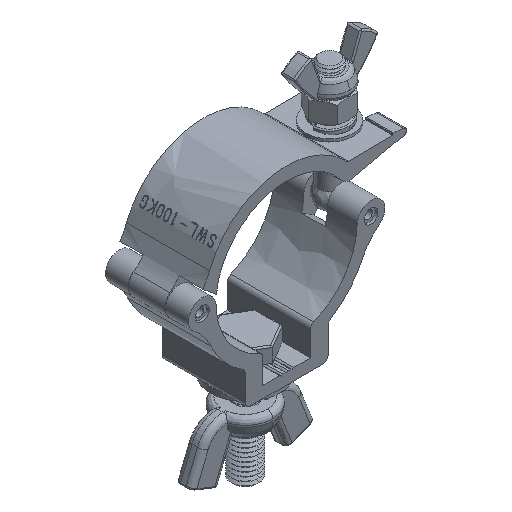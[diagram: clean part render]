
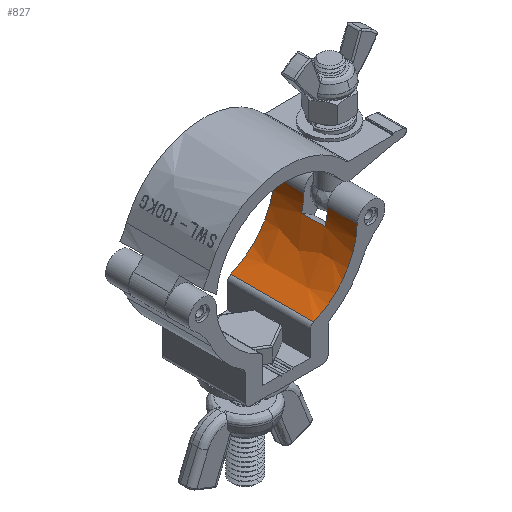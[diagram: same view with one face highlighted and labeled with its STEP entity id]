
A CAD part, isometric view. The second image highlights one B-rep face of the part: STEP entity #827.
In plain terms, the highlighted free-form (B-spline) face has degree [1, 2] with [2, 9] control points.
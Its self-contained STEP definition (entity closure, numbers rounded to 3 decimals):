
#827=ADVANCED_FACE('',(#1474),#9854,.T.);
#1474=FACE_OUTER_BOUND('',#2156,.T.);
#2156=EDGE_LOOP('',(#5089,#5090,#5091,#5092,#5093,#5094,#5095,#5096));
#5089=ORIENTED_EDGE('',*,*,#6705,.F.);
#5090=ORIENTED_EDGE('',*,*,#6700,.F.);
#5091=ORIENTED_EDGE('',*,*,#6628,.F.);
#5092=ORIENTED_EDGE('',*,*,#6701,.T.);
#5093=ORIENTED_EDGE('',*,*,#6620,.T.);
#5094=ORIENTED_EDGE('',*,*,#6702,.T.);
#5095=ORIENTED_EDGE('',*,*,#6611,.F.);
#5096=ORIENTED_EDGE('',*,*,#6703,.T.);
#6611=EDGE_CURVE('',#9119,#9120,#7565,.T.);
#6620=EDGE_CURVE('',#9128,#9125,#7569,.T.);
#6628=EDGE_CURVE('',#9131,#9135,#7573,.T.);
#6700=EDGE_CURVE('',#9135,#9189,#8267,.T.);
#6701=EDGE_CURVE('',#9131,#9128,#8268,.T.);
#6702=EDGE_CURVE('',#9125,#9120,#8269,.T.);
#6703=EDGE_CURVE('',#9119,#9179,#8270,.T.);
#6705=EDGE_CURVE('',#9189,#9179,#7620,.T.);
#7565=B_SPLINE_CURVE_WITH_KNOTS('',1,(#28490,#28491),.UNSPECIFIED.,.F.,
 .F.,(2,2),(0.,10.75),.UNSPECIFIED.);
#7569=B_SPLINE_CURVE_WITH_KNOTS('',1,(#28531,#28532),.UNSPECIFIED.,.F.,
 .F.,(2,2),(-19.25,-10.75),.UNSPECIFIED.);
#7573=B_SPLINE_CURVE_WITH_KNOTS('',1,(#28563,#28564),.UNSPECIFIED.,.F.,
 .F.,(2,2),(19.25,30.),.UNSPECIFIED.);
#7620=B_SPLINE_CURVE_WITH_KNOTS('',1,(#28789,#28790),.UNSPECIFIED.,.F.,
 .F.,(2,2),(-30.,0.),.UNSPECIFIED.);
#8267=(
BOUNDED_CURVE()
B_SPLINE_CURVE(2,(#28774,#28775,#28776),.UNSPECIFIED.,.F.,.F.)
B_SPLINE_CURVE_WITH_KNOTS((3,3),(-29.327,0.),.UNSPECIFIED.)
CURVE()
GEOMETRIC_REPRESENTATION_ITEM()
RATIONAL_B_SPLINE_CURVE((1.,0.839,1.))
REPRESENTATION_ITEM('')
);
#8268=(
BOUNDED_CURVE()
B_SPLINE_CURVE(2,(#28777,#28778,#28779),.UNSPECIFIED.,.F.,.F.)
B_SPLINE_CURVE_WITH_KNOTS((3,3),(0.,5.948),.UNSPECIFIED.)
CURVE()
GEOMETRIC_REPRESENTATION_ITEM()
RATIONAL_B_SPLINE_CURVE((1.,0.993,1.))
REPRESENTATION_ITEM('')
);
#8269=(
BOUNDED_CURVE()
B_SPLINE_CURVE(2,(#28780,#28781,#28782),.UNSPECIFIED.,.F.,.F.)
B_SPLINE_CURVE_WITH_KNOTS((3,3),(0.,5.948),.UNSPECIFIED.)
CURVE()
GEOMETRIC_REPRESENTATION_ITEM()
RATIONAL_B_SPLINE_CURVE((1.,0.993,1.))
REPRESENTATION_ITEM('')
);
#8270=(
BOUNDED_CURVE()
B_SPLINE_CURVE(2,(#28783,#28784,#28785),.UNSPECIFIED.,.F.,.F.)
B_SPLINE_CURVE_WITH_KNOTS((3,3),(0.,29.327),.UNSPECIFIED.)
CURVE()
GEOMETRIC_REPRESENTATION_ITEM()
RATIONAL_B_SPLINE_CURVE((1.,0.839,1.))
REPRESENTATION_ITEM('')
);
#9119=VERTEX_POINT('',#28377);
#9120=VERTEX_POINT('',#28378);
#9125=VERTEX_POINT('',#28383);
#9128=VERTEX_POINT('',#28386);
#9131=VERTEX_POINT('',#28389);
#9135=VERTEX_POINT('',#28393);
#9179=VERTEX_POINT('',#28437);
#9189=VERTEX_POINT('',#28447);
#9854=(
BOUNDED_SURFACE()
B_SPLINE_SURFACE(1,2,((#28140,#28141,#28142,#28143,#28144,#28145,#28146,
#28147,#28148),(#28149,#28150,#28151,#28152,#28153,#28154,#28155,#28156,
#28157)),.UNSPECIFIED.,.F.,.F.,.F.)
B_SPLINE_SURFACE_WITH_KNOTS((2,2),(3,2,2,2,3),(0.,30.02),(0.,40.071,
80.142,120.213,160.284),.UNSPECIFIED.)
GEOMETRIC_REPRESENTATION_ITEM()
RATIONAL_B_SPLINE_SURFACE(((1.,0.707,1.,0.707,1.,
0.707,1.,0.707,1.),(1.,0.707,1.,0.707,
1.,0.707,1.,0.707,1.)))
REPRESENTATION_ITEM('')
SURFACE()
);
#28140=CARTESIAN_POINT('',(-143.169,-79.728,-153.044));
#28141=CARTESIAN_POINT('',(-143.169,-79.728,-127.534));
#28142=CARTESIAN_POINT('',(-168.679,-79.728,-127.534));
#28143=CARTESIAN_POINT('',(-194.189,-79.728,-127.534));
#28144=CARTESIAN_POINT('',(-194.189,-79.728,-153.044));
#28145=CARTESIAN_POINT('',(-194.189,-79.728,-178.554));
#28146=CARTESIAN_POINT('',(-168.679,-79.728,-178.554));
#28147=CARTESIAN_POINT('',(-143.169,-79.728,-178.554));
#28148=CARTESIAN_POINT('',(-143.169,-79.728,-153.044));
#28149=CARTESIAN_POINT('',(-143.169,-109.748,-153.044));
#28150=CARTESIAN_POINT('',(-143.169,-109.748,-127.534));
#28151=CARTESIAN_POINT('',(-168.679,-109.748,-127.534));
#28152=CARTESIAN_POINT('',(-194.189,-109.748,-127.534));
#28153=CARTESIAN_POINT('',(-194.189,-109.748,-153.044));
#28154=CARTESIAN_POINT('',(-194.189,-109.748,-178.554));
#28155=CARTESIAN_POINT('',(-168.679,-109.748,-178.554));
#28156=CARTESIAN_POINT('',(-143.169,-109.748,-178.554));
#28157=CARTESIAN_POINT('',(-143.169,-109.748,-153.044));
#28377=CARTESIAN_POINT('',(-143.178,-79.738,-153.697));
#28378=CARTESIAN_POINT('',(-143.178,-90.488,-153.697));
#28383=CARTESIAN_POINT('',(-144.019,-90.488,-159.572));
#28386=CARTESIAN_POINT('',(-144.019,-98.988,-159.572));
#28389=CARTESIAN_POINT('',(-143.178,-98.988,-153.697));
#28393=CARTESIAN_POINT('',(-143.178,-109.738,-153.697));
#28437=CARTESIAN_POINT('',(-158.85,-79.738,-176.584));
#28447=CARTESIAN_POINT('',(-158.85,-109.738,-176.584));
#28490=CARTESIAN_POINT('',(-143.178,-79.738,-153.697));
#28491=CARTESIAN_POINT('',(-143.178,-90.488,-153.697));
#28531=CARTESIAN_POINT('',(-144.019,-98.988,-159.572));
#28532=CARTESIAN_POINT('',(-144.019,-90.488,-159.572));
#28563=CARTESIAN_POINT('',(-143.178,-98.988,-153.697));
#28564=CARTESIAN_POINT('',(-143.178,-109.738,-153.697));
#28774=CARTESIAN_POINT('',(-143.178,-109.738,-153.697));
#28775=CARTESIAN_POINT('',(-143.601,-109.738,-170.217));
#28776=CARTESIAN_POINT('',(-158.85,-109.738,-176.584));
#28777=CARTESIAN_POINT('',(-143.178,-98.988,-153.697));
#28778=CARTESIAN_POINT('',(-143.254,-98.988,-156.684));
#28779=CARTESIAN_POINT('',(-144.019,-98.988,-159.572));
#28780=CARTESIAN_POINT('',(-144.019,-90.488,-159.572));
#28781=CARTESIAN_POINT('',(-143.254,-90.488,-156.684));
#28782=CARTESIAN_POINT('',(-143.178,-90.488,-153.697));
#28783=CARTESIAN_POINT('',(-143.178,-79.738,-153.697));
#28784=CARTESIAN_POINT('',(-143.601,-79.738,-170.217));
#28785=CARTESIAN_POINT('',(-158.85,-79.738,-176.584));
#28789=CARTESIAN_POINT('',(-158.85,-109.738,-176.584));
#28790=CARTESIAN_POINT('',(-158.85,-79.738,-176.584));
